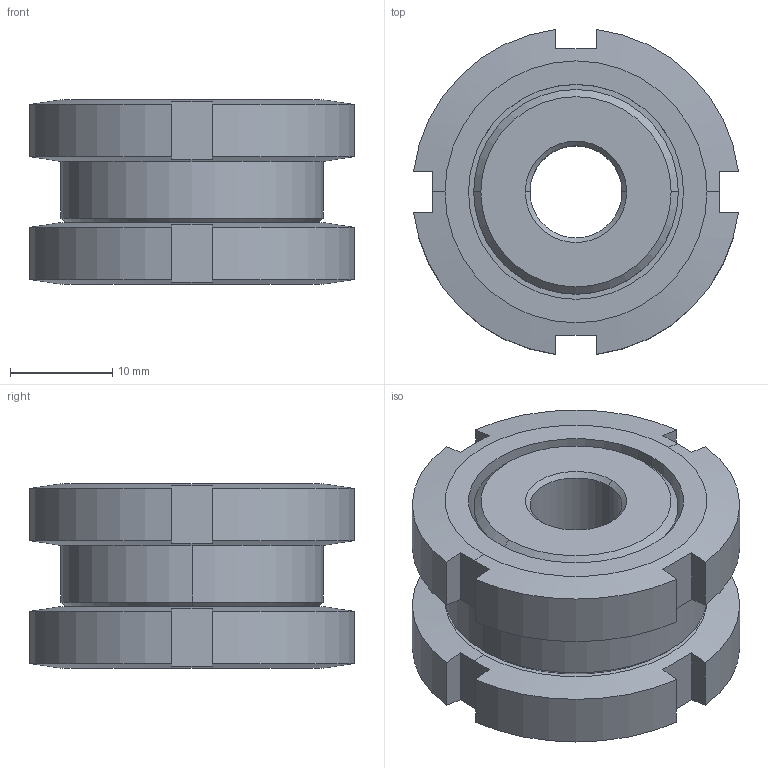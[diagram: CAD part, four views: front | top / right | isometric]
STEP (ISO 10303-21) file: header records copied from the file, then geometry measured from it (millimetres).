
FILE_DESCRIPTION(('STEP AP214'),'1');
FILE_NAME(' ',' ',('TraceParts'),('TraceParts S.A.'),'XStep 1.0',' ',' ');
FILE_SCHEMA(('automotive_design'));
Length unit declared in the file: millimetre
Products named in the file (2): 1; 2
Bounding box: 31.75 x 31.75 x 18 mm (x, y, z)
Volume: 10727 mm3; surface area: 6102.8 mm2
Topology: 2 solids, 2 shells, 73 faces, 182 edges, 116 vertices
Faces by surface type: plane 31, cone 22, cylinder 20
Entity records: 4225 total; most frequent: CARTESIAN_POINT 485, STYLED_ITEM 371, PRESENTATION_STYLE_ASSIGNMENT 371, COLOUR_RGB 371, ORIENTED_EDGE 364, DIRECTION 336, EDGE_CURVE 182, CURVE_STYLE 182
